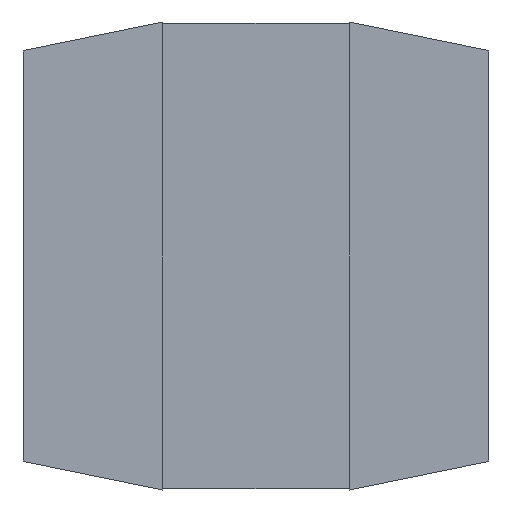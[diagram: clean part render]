
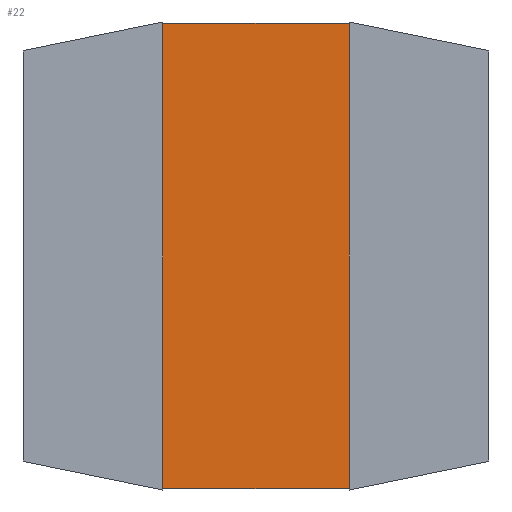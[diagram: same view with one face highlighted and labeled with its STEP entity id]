
A CAD part, front view. The second image highlights one B-rep face of the part: STEP entity #22.
In plain terms, the highlighted planar face has unit normal (0, -1, 0).
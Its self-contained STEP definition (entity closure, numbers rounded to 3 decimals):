
#11 = VECTOR ( 'NONE', #85, 1000. ) ;
#22 = ADVANCED_FACE ( 'NONE', ( #1458 ), #78, .F. ) ;
#78 = PLANE ( 'NONE',  #171 ) ;
#79 = VERTEX_POINT ( 'NONE', #923 ) ;
#85 = DIRECTION ( 'NONE',  ( 0.98, 0., 0.2 ) ) ;
#108 = VECTOR ( 'NONE', #1257, 1000. ) ;
#110 = VECTOR ( 'NONE', #1281, 1000. ) ;
#171 = AXIS2_PLACEMENT_3D ( 'NONE', #698, #946, #1617 ) ;
#178 = LINE ( 'NONE', #1222, #1451 ) ;
#211 = VERTEX_POINT ( 'NONE', #1210 ) ;
#225 = ORIENTED_EDGE ( 'NONE', *, *, #1467, .F. ) ;
#232 = CARTESIAN_POINT ( 'NONE',  ( 0.595, 0., 1.5 ) ) ;
#260 = VERTEX_POINT ( 'NONE', #1208 ) ;
#327 = EDGE_CURVE ( 'NONE', #1021, #211, #1502, .T. ) ;
#379 = VERTEX_POINT ( 'NONE', #1017 ) ;
#381 = EDGE_CURVE ( 'NONE', #379, #715, #1051, .T. ) ;
#480 = DIRECTION ( 'NONE',  ( -1., 0., 0. ) ) ;
#509 = CARTESIAN_POINT ( 'NONE',  ( 1.5, 0., -1.315 ) ) ;
#517 = EDGE_LOOP ( 'NONE', ( #1037, #680, #225, #1184, #824, #546, #586, #576 ) ) ;
#536 = CARTESIAN_POINT ( 'NONE',  ( 0.6, 0., -1.499 ) ) ;
#546 = ORIENTED_EDGE ( 'NONE', *, *, #327, .F. ) ;
#560 = EDGE_CURVE ( 'NONE', #79, #260, #178, .T. ) ;
#576 = ORIENTED_EDGE ( 'NONE', *, *, #381, .F. ) ;
#577 = EDGE_CURVE ( 'NONE', #715, #1021, #1058, .T. ) ;
#586 = ORIENTED_EDGE ( 'NONE', *, *, #577, .F. ) ;
#625 = CARTESIAN_POINT ( 'NONE',  ( 0.595, 0., 1.5 ) ) ;
#657 = DIRECTION ( 'NONE',  ( -0.98, 0., 0.2 ) ) ;
#678 = LINE ( 'NONE', #1018, #1285 ) ;
#680 = ORIENTED_EDGE ( 'NONE', *, *, #1464, .T. ) ;
#698 = CARTESIAN_POINT ( 'NONE',  ( 0., 0., 0. ) ) ;
#699 = EDGE_CURVE ( 'NONE', #1535, #379, #868, .T. ) ;
#715 = VERTEX_POINT ( 'NONE', #232 ) ;
#788 = CARTESIAN_POINT ( 'NONE',  ( -0.595, 0., 1.5 ) ) ;
#824 = ORIENTED_EDGE ( 'NONE', *, *, #1370, .F. ) ;
#838 = VECTOR ( 'NONE', #657, 1000. ) ;
#844 = CARTESIAN_POINT ( 'NONE',  ( -1.5, 0., 1.315 ) ) ;
#868 = LINE ( 'NONE', #844, #11 ) ;
#884 = LINE ( 'NONE', #1039, #838 ) ;
#923 = CARTESIAN_POINT ( 'NONE',  ( 0.595, 0., -1.5 ) ) ;
#946 = DIRECTION ( 'NONE',  ( 0., 1., 0. ) ) ;
#1017 = CARTESIAN_POINT ( 'NONE',  ( -0.595, 0., 1.5 ) ) ;
#1018 = CARTESIAN_POINT ( 'NONE',  ( -0.6, 0., -1.499 ) ) ;
#1021 = VERTEX_POINT ( 'NONE', #1375 ) ;
#1037 = ORIENTED_EDGE ( 'NONE', *, *, #699, .F. ) ;
#1039 = CARTESIAN_POINT ( 'NONE',  ( -0.595, 0., -1.5 ) ) ;
#1051 = LINE ( 'NONE', #788, #1154 ) ;
#1058 = LINE ( 'NONE', #625, #1553 ) ;
#1108 = LINE ( 'NONE', #509, #108 ) ;
#1118 = CARTESIAN_POINT ( 'NONE',  ( -0.6, 0., -1.499 ) ) ;
#1128 = VERTEX_POINT ( 'NONE', #1118 ) ;
#1154 = VECTOR ( 'NONE', #1563, 1000. ) ;
#1184 = ORIENTED_EDGE ( 'NONE', *, *, #560, .F. ) ;
#1208 = CARTESIAN_POINT ( 'NONE',  ( -0.595, 0., -1.5 ) ) ;
#1210 = CARTESIAN_POINT ( 'NONE',  ( 0.6, 0., -1.499 ) ) ;
#1222 = CARTESIAN_POINT ( 'NONE',  ( 0.595, 0., -1.5 ) ) ;
#1257 = DIRECTION ( 'NONE',  ( -0.98, 0., -0.2 ) ) ;
#1266 = DIRECTION ( 'NONE',  ( 0., 0., -1. ) ) ;
#1281 = DIRECTION ( 'NONE',  ( 0., 0., -1. ) ) ;
#1284 = CARTESIAN_POINT ( 'NONE',  ( -0.6, 0., 1.499 ) ) ;
#1285 = VECTOR ( 'NONE', #1266, 1000. ) ;
#1370 = EDGE_CURVE ( 'NONE', #211, #79, #1108, .T. ) ;
#1375 = CARTESIAN_POINT ( 'NONE',  ( 0.6, 0., 1.499 ) ) ;
#1447 = DIRECTION ( 'NONE',  ( 0.98, 0., -0.2 ) ) ;
#1451 = VECTOR ( 'NONE', #480, 1000. ) ;
#1458 = FACE_OUTER_BOUND ( 'NONE', #517, .T. ) ;
#1464 = EDGE_CURVE ( 'NONE', #1535, #1128, #678, .T. ) ;
#1467 = EDGE_CURVE ( 'NONE', #260, #1128, #884, .T. ) ;
#1502 = LINE ( 'NONE', #536, #110 ) ;
#1535 = VERTEX_POINT ( 'NONE', #1284 ) ;
#1553 = VECTOR ( 'NONE', #1447, 1000. ) ;
#1563 = DIRECTION ( 'NONE',  ( 1., 0., 0. ) ) ;
#1617 = DIRECTION ( 'NONE',  ( 0., 0., 1. ) ) ;
